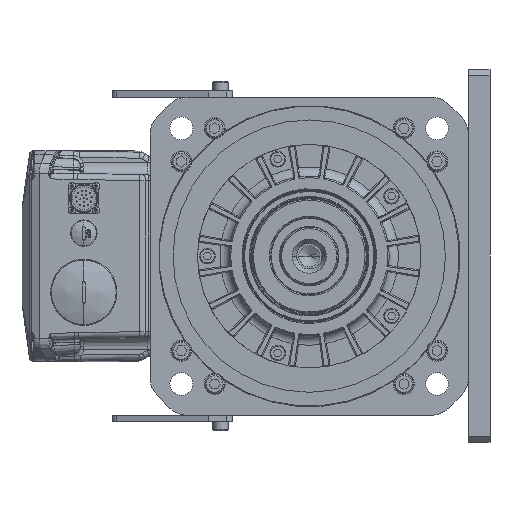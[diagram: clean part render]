
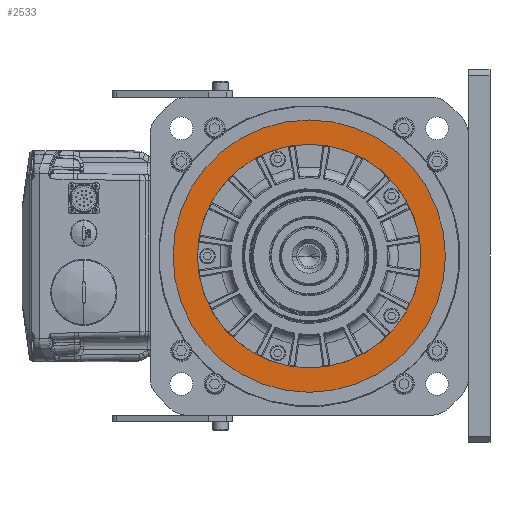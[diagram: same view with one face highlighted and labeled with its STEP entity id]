
A CAD part, left-side view. The second image highlights one B-rep face of the part: STEP entity #2533.
In plain terms, the highlighted planar face has unit normal (-1, 0, 0).
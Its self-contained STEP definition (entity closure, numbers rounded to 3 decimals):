
#968=CARTESIAN_POINT('',(112.02,0.,0.));
#969=DIRECTION('',(-1.,0.,0.));
#970=DIRECTION('',(0.,-1.,0.));
#971=AXIS2_PLACEMENT_3D('',#968,#969,#970);
#977=CARTESIAN_POINT('',(112.02,0.,0.));
#978=DIRECTION('',(1.,0.,0.));
#979=DIRECTION('',(0.,-1.,0.));
#980=AXIS2_PLACEMENT_3D('',#977,#978,#979);
#986=CARTESIAN_POINT('',(112.02,0.,0.));
#987=DIRECTION('',(-1.,0.,0.));
#988=DIRECTION('',(0.,-1.,0.));
#989=AXIS2_PLACEMENT_3D('',#986,#987,#988);
#991=CARTESIAN_POINT('',(112.02,0.,0.));
#992=DIRECTION('',(1.,0.,0.));
#993=DIRECTION('',(0.,-1.,0.));
#994=AXIS2_PLACEMENT_3D('',#991,#992,#993);
#2129=CARTESIAN_POINT('',(112.02,-92.75,0.));
#2131=VERTEX_POINT('',#2129);
#2133=CARTESIAN_POINT('',(112.02,92.75,0.));
#2135=VERTEX_POINT('',#2133);
#2136=CARTESIAN_POINT('',(112.02,-113.,0.));
#2137=CARTESIAN_POINT('',(112.02,113.,0.));
#2138=VERTEX_POINT('',#2136);
#2139=VERTEX_POINT('',#2137);
#2518=CARTESIAN_POINT('',(112.02,0.,0.));
#2519=DIRECTION('',(-1.,0.,0.));
#2520=DIRECTION('',(0.,-1.,0.));
#2521=AXIS2_PLACEMENT_3D('',#2518,#2519,#2520);
#2522=PLANE('',#2521);
#2523=ORIENTED_EDGE('',*,*,#2512,.T.);
#2524=ORIENTED_EDGE('',*,*,#2498,.F.);
#2525=EDGE_LOOP('',(#2523,#2524));
#2526=FACE_OUTER_BOUND('',#2525,.F.);
#2528=ORIENTED_EDGE('',*,*,#2527,.T.);
#2530=ORIENTED_EDGE('',*,*,#2529,.F.);
#2531=EDGE_LOOP('',(#2528,#2530));
#2532=FACE_BOUND('',#2531,.F.);
#2533=ADVANCED_FACE('',(#2526,#2532),#2522,.T.);
#972=CIRCLE('',#971,113.);
#981=CIRCLE('',#980,113.);
#990=CIRCLE('',#989,92.75);
#995=CIRCLE('',#994,92.75);
#2498=EDGE_CURVE('',#2138,#2139,#972,.T.);
#2512=EDGE_CURVE('',#2138,#2139,#981,.T.);
#2527=EDGE_CURVE('',#2131,#2135,#990,.T.);
#2529=EDGE_CURVE('',#2131,#2135,#995,.T.);
